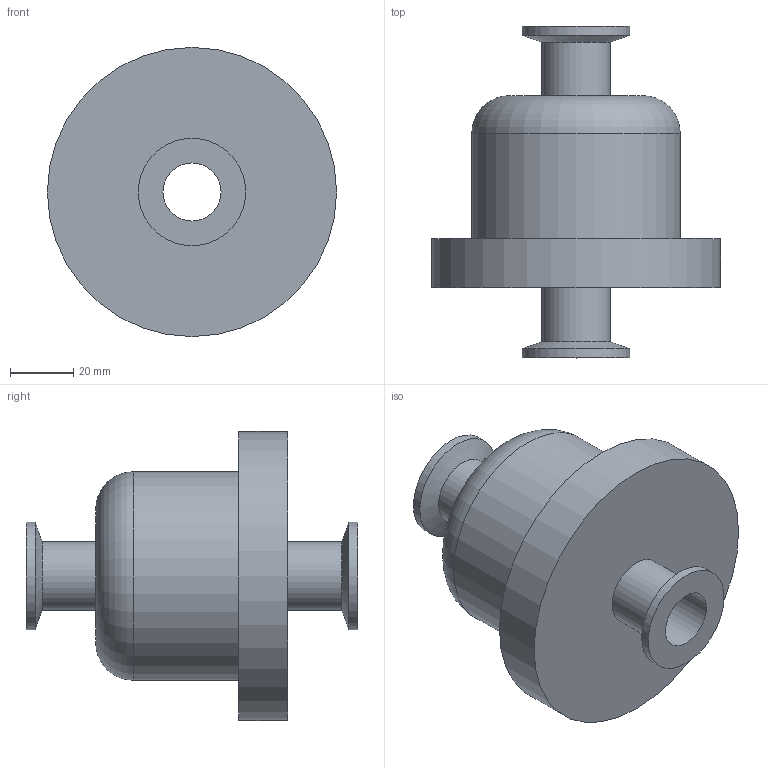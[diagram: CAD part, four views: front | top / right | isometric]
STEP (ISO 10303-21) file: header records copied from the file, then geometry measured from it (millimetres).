
FILE_DESCRIPTION(/* description */ (''),/* implementation_level */ '2;1');
FILE_NAME(/* name */ 'CVSC-04-1.stp',/* time_stamp */ '2024-04-03T10:29:18+09:00',/* author */ ('autocad33'),/* organization */ (''),/* preprocessor_version */ 'ST-DEVELOPER v19.2',/* originating_system */ 'Autodesk Inventor 2023',/* authorisation */ '');
FILE_SCHEMA (('AUTOMOTIVE_DESIGN { 1 0 10303 214 3 1 1 }'));
Length unit declared in the file: millimetre
Products named in the file (1): CVSC-04-1
Bounding box: 91.5 x 105 x 91.5 mm (x, y, z)
Volume: 243471.2 mm3; surface area: 36547.9 mm2
Topology: 1 solids, 1 shells, 15 faces, 26 edges, 17 vertices
Faces by surface type: cylinder 6, plane 5, cone 3, torus 1
Full cylindrical faces by diameter (mm): 18.4 x1, 21.7 x2, 34 x1, 66 x1, 91.5 x1
Entity records: 423 total; most frequent: DIRECTION 75, CARTESIAN_POINT 59, ORIENTED_EDGE 52, AXIS2_PLACEMENT_3D 33, EDGE_CURVE 26, EDGE_LOOP 20, CIRCLE 17, VERTEX_POINT 16
